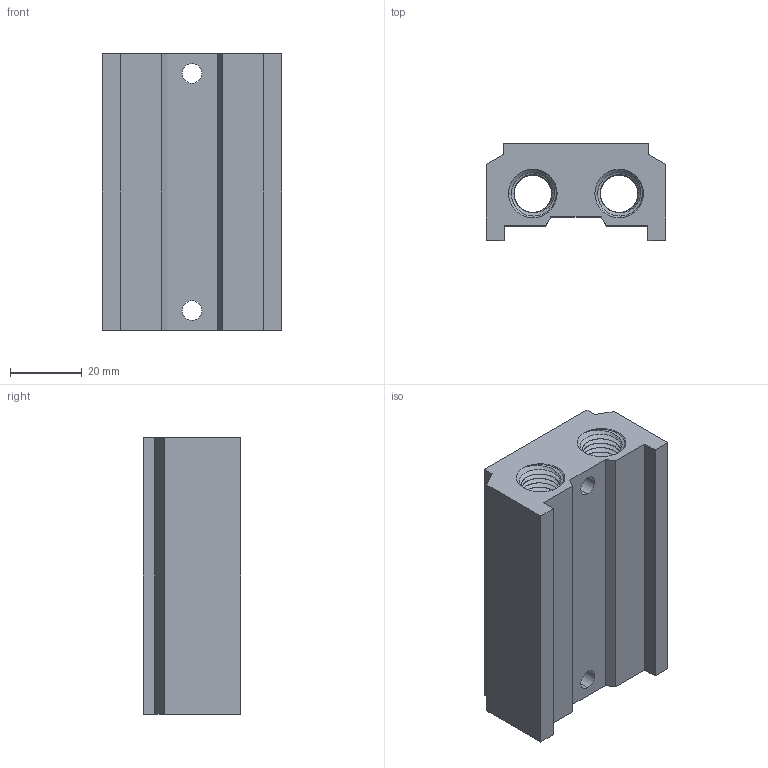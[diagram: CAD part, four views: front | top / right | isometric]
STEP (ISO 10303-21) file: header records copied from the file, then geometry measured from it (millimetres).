
FILE_DESCRIPTION (( 'STEP AP203' ), '1' );
FILE_NAME ('mf4300-m02.STEP', '2013-02-04T05:24:19', ( '' ), ( '' ), 'SwSTEP 2.0', 'SolidWorks 2008', '' );
FILE_SCHEMA (( 'CONFIG_CONTROL_DESIGN' ));
Length unit declared in the file: millimetre
Products named in the file (1): mf4300-m02
Bounding box: 50 x 27 x 77 mm (x, y, z)
Volume: 65754.8 mm3; surface area: 23403.1 mm2
Topology: 1 solids, 1 shells, 150 faces, 412 edges, 272 vertices
Faces by surface type: cylinder 84, plane 34, cone 16, bspline 16
Entity records: 10465 total; most frequent: CARTESIAN_POINT 7031, ORIENTED_EDGE 824, DIRECTION 570, EDGE_CURVE 412, VERTEX_POINT 272, AXIS2_PLACEMENT_3D 203, EDGE_LOOP 174, VECTOR 164
